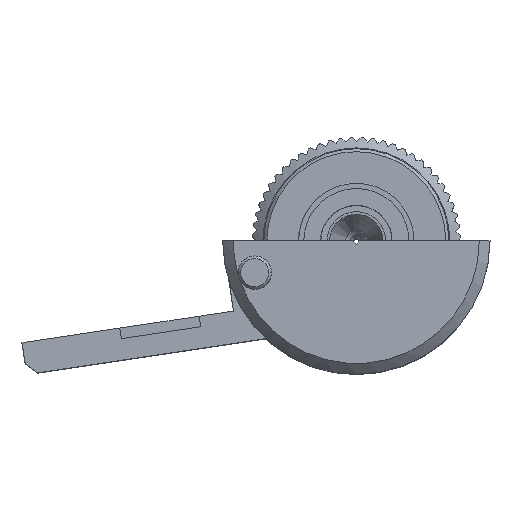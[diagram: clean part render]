
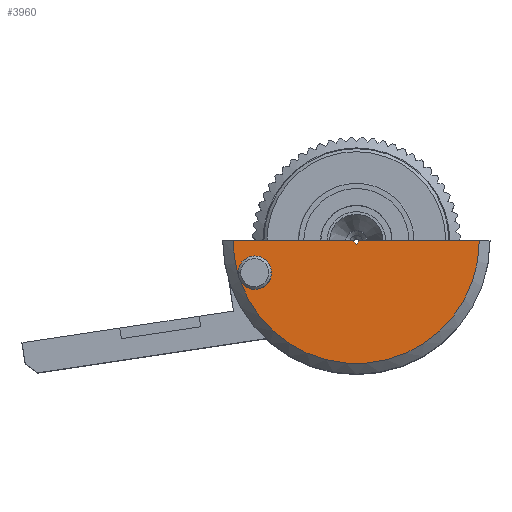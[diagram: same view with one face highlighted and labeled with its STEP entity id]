
A CAD part, top view. The second image highlights one B-rep face of the part: STEP entity #3960.
In plain terms, the highlighted planar face has unit normal (0, 0, 1).
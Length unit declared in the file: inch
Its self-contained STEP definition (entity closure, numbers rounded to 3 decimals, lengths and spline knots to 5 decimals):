
#55 = DIRECTION ( 'NONE',  ( -0.707, -0.707, 0. ) ) ;
#78 = ORIENTED_EDGE ( 'NONE', *, *, #11099, .F. ) ;
#109 = CIRCLE ( 'NONE', #7618, 0.23 ) ;
#142 = EDGE_CURVE ( 'NONE', #344, #9514, #4098, .T. ) ;
#344 = VERTEX_POINT ( 'NONE', #1416 ) ;
#395 = DIRECTION ( 'NONE',  ( 1., 0., 0. ) ) ;
#492 = DIRECTION ( 'NONE',  ( 1., 0., 0. ) ) ;
#530 = CARTESIAN_POINT ( 'NONE',  ( -0.19, -0.06, 0.75181 ) ) ;
#561 = ORIENTED_EDGE ( 'NONE', *, *, #8730, .T. ) ;
#750 = CIRCLE ( 'NONE', #7955, 0.03125 ) ;
#866 = VECTOR ( 'NONE', #55, 39.37008 ) ;
#893 = LINE ( 'NONE', #3775, #4688 ) ;
#1086 = EDGE_CURVE ( 'NONE', #3371, #4370, #4390, .T. ) ;
#1296 = EDGE_LOOP ( 'NONE', ( #561, #3222, #6486, #78, #12038, #4835, #8172, #8018, #4983 ) ) ;
#1334 = DIRECTION ( 'NONE',  ( 0., 0., 1. ) ) ;
#1416 = CARTESIAN_POINT ( 'NONE',  ( -0.21745, -0.07493, 0.75181 ) ) ;
#1474 = CARTESIAN_POINT ( 'NONE',  ( 0., -0.007, 0.75181 ) ) ;
#1498 = CIRCLE ( 'NONE', #9384, 0.23 ) ;
#1812 = CARTESIAN_POINT ( 'NONE',  ( 0., -0.007, 0.75181 ) ) ;
#2729 = CARTESIAN_POINT ( 'NONE',  ( -0.19, -0.06, 0.75181 ) ) ;
#2864 = LINE ( 'NONE', #4029, #11619 ) ;
#2941 = CARTESIAN_POINT ( 'NONE',  ( -0.007, 0., 0.75181 ) ) ;
#3154 = VERTEX_POINT ( 'NONE', #5761 ) ;
#3222 = ORIENTED_EDGE ( 'NONE', *, *, #7642, .T. ) ;
#3247 = CARTESIAN_POINT ( 'NONE',  ( 0., 0., 0.75181 ) ) ;
#3371 = VERTEX_POINT ( 'NONE', #1474 ) ;
#3643 = LINE ( 'NONE', #1812, #866 ) ;
#3672 = VECTOR ( 'NONE', #9466, 39.37008 ) ;
#3742 = AXIS2_PLACEMENT_3D ( 'NONE', #10515, #5824, #6670 ) ;
#3775 = CARTESIAN_POINT ( 'NONE',  ( 0.007, 0., 0.75181 ) ) ;
#3956 = VERTEX_POINT ( 'NONE', #9664 ) ;
#3960 = ADVANCED_FACE ( 'NONE', ( #5001 ), #7896, .T. ) ;
#3983 = CARTESIAN_POINT ( 'NONE',  ( 0.007, 0., 0.75181 ) ) ;
#4029 = CARTESIAN_POINT ( 'NONE',  ( -0.25, 0., 0.75181 ) ) ;
#4098 = CIRCLE ( 'NONE', #6691, 0.03125 ) ;
#4104 = DIRECTION ( 'NONE',  ( -1., 0., 0. ) ) ;
#4228 = DIRECTION ( 'NONE',  ( 0., 0., 1. ) ) ;
#4370 = VERTEX_POINT ( 'NONE', #11729 ) ;
#4390 = LINE ( 'NONE', #2941, #3672 ) ;
#4688 = VECTOR ( 'NONE', #6624, 39.37008 ) ;
#4835 = ORIENTED_EDGE ( 'NONE', *, *, #10927, .T. ) ;
#4983 = ORIENTED_EDGE ( 'NONE', *, *, #1086, .T. ) ;
#5001 = FACE_OUTER_BOUND ( 'NONE', #1296, .T. ) ;
#5513 = DIRECTION ( 'NONE',  ( 0., 0., 1. ) ) ;
#5751 = EDGE_CURVE ( 'NONE', #7410, #3371, #3643, .T. ) ;
#5761 = CARTESIAN_POINT ( 'NONE',  ( -0.22125, -0.06, 0.75181 ) ) ;
#5824 = DIRECTION ( 'NONE',  ( 0., 0., 1. ) ) ;
#6486 = ORIENTED_EDGE ( 'NONE', *, *, #9226, .F. ) ;
#6515 = DIRECTION ( 'NONE',  ( 1., 0., 0. ) ) ;
#6624 = DIRECTION ( 'NONE',  ( -1., 0., 0. ) ) ;
#6645 = EDGE_CURVE ( 'NONE', #7766, #7410, #893, .T. ) ;
#6670 = DIRECTION ( 'NONE',  ( 1., 0., 0. ) ) ;
#6691 = AXIS2_PLACEMENT_3D ( 'NONE', #2729, #9247, #6515 ) ;
#7410 = VERTEX_POINT ( 'NONE', #3983 ) ;
#7618 = AXIS2_PLACEMENT_3D ( 'NONE', #3247, #1334, #395 ) ;
#7642 = EDGE_CURVE ( 'NONE', #8566, #3956, #109, .T. ) ;
#7766 = VERTEX_POINT ( 'NONE', #10924 ) ;
#7896 = PLANE ( 'NONE',  #8362 ) ;
#7955 = AXIS2_PLACEMENT_3D ( 'NONE', #530, #8845, #492 ) ;
#8018 = ORIENTED_EDGE ( 'NONE', *, *, #5751, .T. ) ;
#8078 = CARTESIAN_POINT ( 'NONE',  ( -0.15875, -0.06, 0.75181 ) ) ;
#8085 = CIRCLE ( 'NONE', #3742, 0.03125 ) ;
#8172 = ORIENTED_EDGE ( 'NONE', *, *, #6645, .T. ) ;
#8362 = AXIS2_PLACEMENT_3D ( 'NONE', #9788, #4228, #9958 ) ;
#8470 = CARTESIAN_POINT ( 'NONE',  ( -0.23, 0., 0.75181 ) ) ;
#8566 = VERTEX_POINT ( 'NONE', #8470 ) ;
#8730 = EDGE_CURVE ( 'NONE', #4370, #8566, #2864, .T. ) ;
#8845 = DIRECTION ( 'NONE',  ( 0., 0., 1. ) ) ;
#9226 = EDGE_CURVE ( 'NONE', #3154, #3956, #8085, .T. ) ;
#9247 = DIRECTION ( 'NONE',  ( 0., 0., 1. ) ) ;
#9384 = AXIS2_PLACEMENT_3D ( 'NONE', #11119, #5513, #10415 ) ;
#9466 = DIRECTION ( 'NONE',  ( -0.707, 0.707, 0. ) ) ;
#9514 = VERTEX_POINT ( 'NONE', #8078 ) ;
#9664 = CARTESIAN_POINT ( 'NONE',  ( -0.22105, -0.06354, 0.75181 ) ) ;
#9788 = CARTESIAN_POINT ( 'NONE',  ( 0., 0., 0.75181 ) ) ;
#9958 = DIRECTION ( 'NONE',  ( 1., 0., 0. ) ) ;
#10415 = DIRECTION ( 'NONE',  ( 1., 0., 0. ) ) ;
#10515 = CARTESIAN_POINT ( 'NONE',  ( -0.19, -0.06, 0.75181 ) ) ;
#10924 = CARTESIAN_POINT ( 'NONE',  ( 0.23, 0., 0.75181 ) ) ;
#10927 = EDGE_CURVE ( 'NONE', #344, #7766, #1498, .T. ) ;
#11099 = EDGE_CURVE ( 'NONE', #9514, #3154, #750, .T. ) ;
#11119 = CARTESIAN_POINT ( 'NONE',  ( 0., 0., 0.75181 ) ) ;
#11619 = VECTOR ( 'NONE', #4104, 39.37008 ) ;
#11729 = CARTESIAN_POINT ( 'NONE',  ( -0.007, 0., 0.75181 ) ) ;
#12038 = ORIENTED_EDGE ( 'NONE', *, *, #142, .F. ) ;
